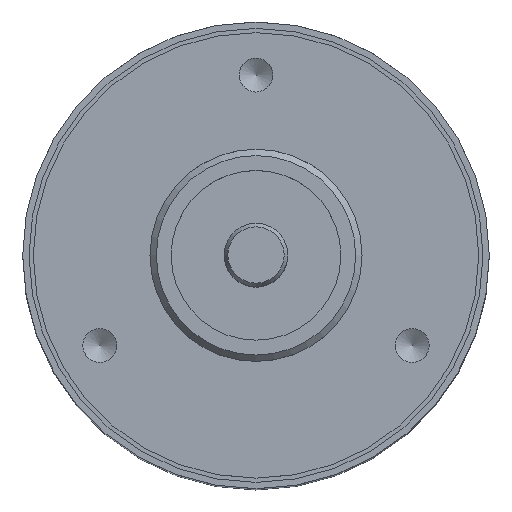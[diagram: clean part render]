
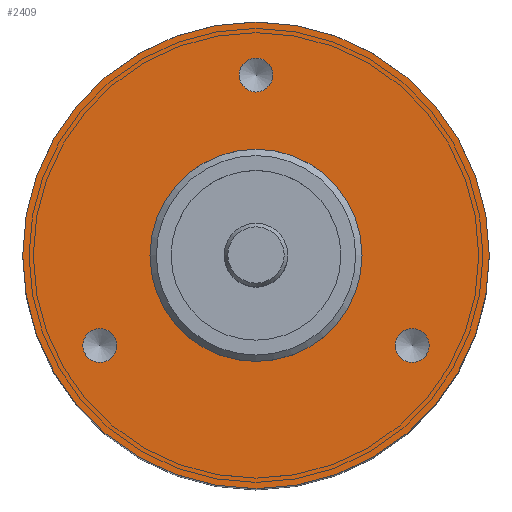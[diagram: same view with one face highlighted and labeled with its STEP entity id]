
A CAD part, top view. The second image highlights one B-rep face of the part: STEP entity #2409.
In plain terms, the highlighted planar face has unit normal (0, 0, 1).
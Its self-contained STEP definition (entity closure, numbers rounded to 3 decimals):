
#88 = DIRECTION ( 'NONE',  ( 0., 0., -1. ) ) ;
#127 = CARTESIAN_POINT ( 'NONE',  ( -6.561, -4.25, 34. ) ) ;
#178 = AXIS2_PLACEMENT_3D ( 'NONE', #3729, #488, #1981 ) ;
#326 = EDGE_LOOP ( 'NONE', ( #977 ) ) ;
#372 = ORIENTED_EDGE ( 'NONE', *, *, #3726, .F. ) ;
#385 = VERTEX_POINT ( 'NONE', #2174 ) ;
#488 = DIRECTION ( 'NONE',  ( 0., 0., 1. ) ) ;
#630 = EDGE_CURVE ( 'NONE', #1237, #1237, #2658, .T. ) ;
#638 = CARTESIAN_POINT ( 'NONE',  ( 5., 0., 34. ) ) ;
#728 = DIRECTION ( 'NONE',  ( 0., 0., 1. ) ) ;
#739 = CARTESIAN_POINT ( 'NONE',  ( 7.361, -4.25, 34. ) ) ;
#740 = CARTESIAN_POINT ( 'NONE',  ( 0., 8.5, 34. ) ) ;
#977 = ORIENTED_EDGE ( 'NONE', *, *, #2891, .F. ) ;
#1032 = VERTEX_POINT ( 'NONE', #127 ) ;
#1068 = DIRECTION ( 'NONE',  ( 0., 0., 1. ) ) ;
#1202 = FACE_BOUND ( 'NONE', #3004, .T. ) ;
#1237 = VERTEX_POINT ( 'NONE', #638 ) ;
#1245 = FACE_BOUND ( 'NONE', #3504, .T. ) ;
#1282 = EDGE_CURVE ( 'NONE', #385, #385, #2983, .T. ) ;
#1284 = CARTESIAN_POINT ( 'NONE',  ( 0., 10.5, 34. ) ) ;
#1288 = AXIS2_PLACEMENT_3D ( 'NONE', #1284, #88, #3596 ) ;
#1291 = CARTESIAN_POINT ( 'NONE',  ( 0.8, 8.5, 34. ) ) ;
#1352 = CARTESIAN_POINT ( 'NONE',  ( 8.161, -4.25, 34. ) ) ;
#1437 = EDGE_CURVE ( 'NONE', #3183, #3183, #1439, .T. ) ;
#1439 = CIRCLE ( 'NONE', #1767, 0.8 ) ;
#1557 = VERTEX_POINT ( 'NONE', #1352 ) ;
#1656 = FACE_BOUND ( 'NONE', #2272, .T. ) ;
#1686 = DIRECTION ( 'NONE',  ( 1., 0., 0. ) ) ;
#1767 = AXIS2_PLACEMENT_3D ( 'NONE', #740, #1068, #1686 ) ;
#1843 = DIRECTION ( 'NONE',  ( 0., 0., 1. ) ) ;
#1981 = DIRECTION ( 'NONE',  ( 1., 0., 0. ) ) ;
#2127 = ORIENTED_EDGE ( 'NONE', *, *, #1437, .F. ) ;
#2145 = CARTESIAN_POINT ( 'NONE',  ( -7.361, -4.25, 34. ) ) ;
#2173 = ORIENTED_EDGE ( 'NONE', *, *, #1282, .T. ) ;
#2174 = CARTESIAN_POINT ( 'NONE',  ( 11., 0., 34. ) ) ;
#2272 = EDGE_LOOP ( 'NONE', ( #3669 ) ) ;
#2409 = ADVANCED_FACE ( 'NONE', ( #1245, #1202, #3237, #1656, #2503 ), #2733, .F. ) ;
#2503 = FACE_OUTER_BOUND ( 'NONE', #2981, .T. ) ;
#2504 = DIRECTION ( 'NONE',  ( 0., 0., 1. ) ) ;
#2658 = CIRCLE ( 'NONE', #178, 5. ) ;
#2733 = PLANE ( 'NONE',  #1288 ) ;
#2832 = CIRCLE ( 'NONE', #3161, 0.8 ) ;
#2891 = EDGE_CURVE ( 'NONE', #1032, #1032, #3505, .T. ) ;
#2981 = EDGE_LOOP ( 'NONE', ( #2173 ) ) ;
#2983 = CIRCLE ( 'NONE', #3758, 11. ) ;
#3004 = EDGE_LOOP ( 'NONE', ( #2127 ) ) ;
#3021 = AXIS2_PLACEMENT_3D ( 'NONE', #2145, #1843, #3033 ) ;
#3033 = DIRECTION ( 'NONE',  ( 1., 0., 0. ) ) ;
#3059 = DIRECTION ( 'NONE',  ( 1., 0., 0. ) ) ;
#3161 = AXIS2_PLACEMENT_3D ( 'NONE', #739, #2504, #3352 ) ;
#3183 = VERTEX_POINT ( 'NONE', #1291 ) ;
#3237 = FACE_BOUND ( 'NONE', #326, .T. ) ;
#3343 = CARTESIAN_POINT ( 'NONE',  ( 0., 0., 34. ) ) ;
#3352 = DIRECTION ( 'NONE',  ( 1., 0., 0. ) ) ;
#3504 = EDGE_LOOP ( 'NONE', ( #372 ) ) ;
#3505 = CIRCLE ( 'NONE', #3021, 0.8 ) ;
#3596 = DIRECTION ( 'NONE',  ( -1., 0., 0. ) ) ;
#3669 = ORIENTED_EDGE ( 'NONE', *, *, #630, .F. ) ;
#3726 = EDGE_CURVE ( 'NONE', #1557, #1557, #2832, .T. ) ;
#3729 = CARTESIAN_POINT ( 'NONE',  ( 0., 0., 34. ) ) ;
#3758 = AXIS2_PLACEMENT_3D ( 'NONE', #3343, #728, #3059 ) ;
